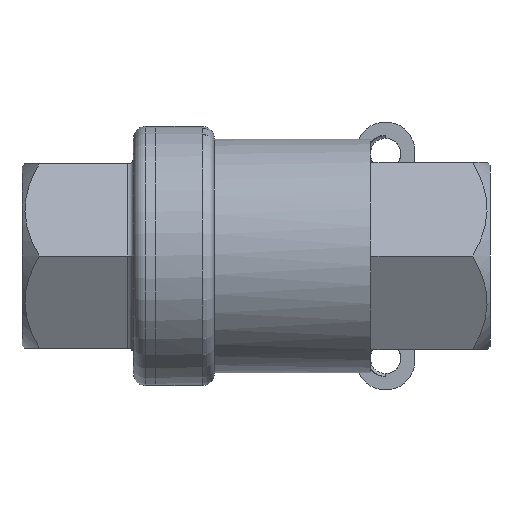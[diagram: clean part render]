
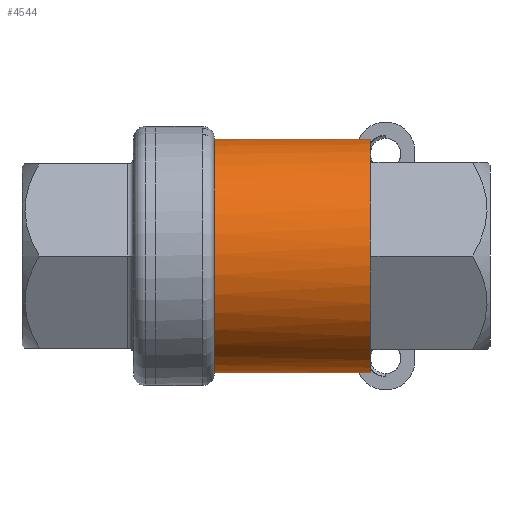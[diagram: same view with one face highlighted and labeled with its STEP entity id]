
A CAD part, front view. The second image highlights one B-rep face of the part: STEP entity #4544.
In plain terms, the highlighted cylindrical face has radius 20 mm (diameter 40 mm), a full revolution.
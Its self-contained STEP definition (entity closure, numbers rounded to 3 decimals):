
#64=CYLINDRICAL_SURFACE('',#4886,20.);
#283=LINE('',#24251,#498);
#284=LINE('',#24255,#499);
#498=VECTOR('',#5644,1000.);
#499=VECTOR('',#5651,1000.);
#936=CIRCLE('',#4815,20.);
#937=CIRCLE('',#4818,20.);
#951=CIRCLE('',#4862,20.);
#955=CIRCLE('',#4872,20.);
#2273=ORIENTED_EDGE('',*,*,#3088,.T.);
#2274=ORIENTED_EDGE('',*,*,#3052,.F.);
#2275=ORIENTED_EDGE('',*,*,#3070,.T.);
#2276=ORIENTED_EDGE('',*,*,#3084,.T.);
#2277=ORIENTED_EDGE('',*,*,#2914,.F.);
#2278=ORIENTED_EDGE('',*,*,#2924,.F.);
#2279=ORIENTED_EDGE('',*,*,#3081,.T.);
#2914=EDGE_CURVE('',#3485,#3487,#936,.T.);
#2924=EDGE_CURVE('',#3494,#3485,#937,.T.);
#3052=EDGE_CURVE('',#3597,#3599,#951,.T.);
#3070=EDGE_CURVE('',#3612,#3613,#955,.T.);
#3081=EDGE_CURVE('',#3494,#3612,#283,.T.);
#3084=EDGE_CURVE('',#3613,#3487,#284,.T.);
#3088=EDGE_CURVE('',#3597,#3599,#3790,.T.);
#3485=VERTEX_POINT('',#19214);
#3487=VERTEX_POINT('',#19217);
#3494=VERTEX_POINT('',#19235);
#3597=VERTEX_POINT('',#24149);
#3599=VERTEX_POINT('',#24152);
#3612=VERTEX_POINT('',#24219);
#3613=VERTEX_POINT('',#24220);
#3790=B_SPLINE_CURVE_WITH_KNOTS('',3,(#24263,#24264,#24265,#24266,#24267,
#24268,#24269,#24270,#24271,#24272,#24273,#24274,#24275,#24276,#24277,#24278,
#24279,#24280,#24281),.UNSPECIFIED.,.F.,.F.,(4,1,1,1,1,1,1,1,1,1,1,1,1,
1,1,1,4),(-0.008,-0.005,-0.002,
0.001,0.004,0.007,0.01,
0.013,0.016,0.019,0.022,
0.025,0.028,0.031,0.034,
0.037,0.04),.UNSPECIFIED.);
#4030=EDGE_LOOP('',(#2273,#2274));
#4031=EDGE_LOOP('',(#2275,#2276,#2277,#2278,#2279));
#4287=FACE_BOUND('',#4030,.T.);
#4288=FACE_BOUND('',#4031,.T.);
#4544=ADVANCED_FACE('',(#4287,#4288),#64,.T.);
#4815=AXIS2_PLACEMENT_3D('',#19216,#5436,#5437);
#4818=AXIS2_PLACEMENT_3D('',#19236,#5451,#5452);
#4862=AXIS2_PLACEMENT_3D('',#24151,#5597,#5598);
#4872=AXIS2_PLACEMENT_3D('',#24218,#5627,#5628);
#4886=AXIS2_PLACEMENT_3D('',#24262,#5664,#5665);
#5436=DIRECTION('',(1.,0.,0.));
#5437=DIRECTION('',(0.,0.,1.));
#5451=DIRECTION('',(1.,0.,0.));
#5452=DIRECTION('',(0.,0.,1.));
#5597=DIRECTION('',(-1.,0.,0.));
#5598=DIRECTION('',(0.,0.,1.));
#5627=DIRECTION('',(-1.,0.,0.));
#5628=DIRECTION('',(0.,0.,1.));
#5644=DIRECTION('',(1.,0.,0.));
#5651=DIRECTION('',(-1.,0.,0.));
#5664=DIRECTION('',(-1.,0.,0.));
#5665=DIRECTION('',(0.,0.,1.));
#19214=CARTESIAN_POINT('',(17.35,20.,0.));
#19216=CARTESIAN_POINT('',(17.35,0.,0.));
#19217=CARTESIAN_POINT('',(17.35,13.,15.199));
#19235=CARTESIAN_POINT('',(17.35,13.,-15.199));
#19236=CARTESIAN_POINT('',(17.35,0.,0.));
#24149=CARTESIAN_POINT('',(-6.95,18.663,-7.19));
#24151=CARTESIAN_POINT('',(-6.95,0.,0.));
#24152=CARTESIAN_POINT('',(-6.95,18.663,7.19));
#24218=CARTESIAN_POINT('',(19.85,0.,0.));
#24219=CARTESIAN_POINT('',(19.85,13.,-15.199));
#24220=CARTESIAN_POINT('',(19.85,13.,15.199));
#24251=CARTESIAN_POINT('',(-18.95,13.,-15.199));
#24255=CARTESIAN_POINT('',(-18.95,13.,15.199));
#24262=CARTESIAN_POINT('',(-18.95,0.,0.));
#24263=CARTESIAN_POINT('',(-6.95,18.663,-7.19));
#24264=CARTESIAN_POINT('',(-6.256,18.404,-7.861));
#24265=CARTESIAN_POINT('',(-4.698,17.889,-8.984));
#24266=CARTESIAN_POINT('',(-1.915,17.342,-9.967));
#24267=CARTESIAN_POINT('',(1.125,17.269,-10.088));
#24268=CARTESIAN_POINT('',(4.,17.712,-9.319));
#24269=CARTESIAN_POINT('',(6.485,18.456,-7.793));
#24270=CARTESIAN_POINT('',(8.427,19.244,-5.638));
#24271=CARTESIAN_POINT('',(9.693,19.844,-2.993));
#24272=CARTESIAN_POINT('',(10.15,20.076,-0.026));
#24273=CARTESIAN_POINT('',(9.708,19.851,2.953));
#24274=CARTESIAN_POINT('',(8.44,19.25,5.621));
#24275=CARTESIAN_POINT('',(6.501,18.462,7.779));
#24276=CARTESIAN_POINT('',(4.026,17.717,9.309));
#24277=CARTESIAN_POINT('',(1.143,17.271,10.085));
#24278=CARTESIAN_POINT('',(-1.881,17.339,9.972));
#24279=CARTESIAN_POINT('',(-4.68,17.883,8.996));
#24280=CARTESIAN_POINT('',(-6.255,18.404,7.862));
#24281=CARTESIAN_POINT('',(-6.95,18.663,7.19));
